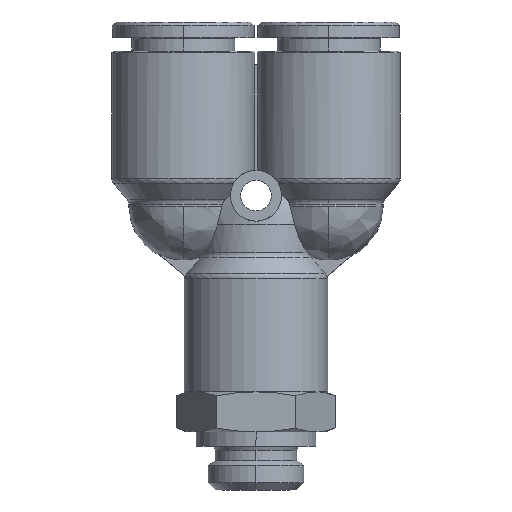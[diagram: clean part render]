
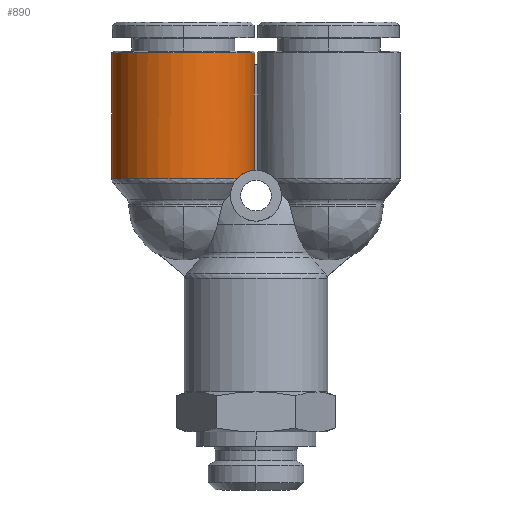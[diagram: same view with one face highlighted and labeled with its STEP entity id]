
A CAD part, front view. The second image highlights one B-rep face of the part: STEP entity #890.
In plain terms, the highlighted cylindrical face has radius 9.85 mm (diameter 19.7 mm), a partial arc.
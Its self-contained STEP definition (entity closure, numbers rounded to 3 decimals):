
#128 = DIRECTION ( 'NONE',  ( -1., 0., 0. ) ) ;
#827 = DIRECTION ( 'NONE',  ( -1., 0., 0. ) ) ;
#890 = ADVANCED_FACE ( 'NONE', ( #905 ), #20102, .T. ) ;
#905 = FACE_OUTER_BOUND ( 'NONE', #4092, .T. ) ;
#1428 = VECTOR ( 'NONE', #128, 1000. ) ;
#1432 = EDGE_CURVE ( 'NONE', #24349, #5423, #5815, .T. ) ;
#2118 = CARTESIAN_POINT ( 'NONE',  ( -18.068, -5.07, -1.552 ) ) ;
#2423 = CARTESIAN_POINT ( 'NONE',  ( -18.418, -1.5, -0.265 ) ) ;
#2465 = DIRECTION ( 'NONE',  ( 0., 0., -1. ) ) ;
#2518 = CARTESIAN_POINT ( 'NONE',  ( -18.214, -4.454, -1.211 ) ) ;
#2997 = CARTESIAN_POINT ( 'NONE',  ( -17.292, -6.479, -2.581 ) ) ;
#3180 = DIRECTION ( 'NONE',  ( 0., 0., -1. ) ) ;
#3217 = EDGE_CURVE ( 'NONE', #17402, #19289, #20634, .T. ) ;
#4092 = EDGE_LOOP ( 'NONE', ( #24367, #19193, #11635, #20582, #15120, #13070, #23220, #18930 ) ) ;
#4403 = CARTESIAN_POINT ( 'NONE',  ( -17.777, -5.839, -2.054 ) ) ;
#4942 = AXIS2_PLACEMENT_3D ( 'NONE', #28257, #23684, #3180 ) ;
#5365 = CARTESIAN_POINT ( 'NONE',  ( -34.628, -9.85, -10. ) ) ;
#5423 = VERTEX_POINT ( 'NONE', #2997 ) ;
#5815 = CIRCLE ( 'NONE', #16392, 9.85 ) ;
#6406 = EDGE_CURVE ( 'NONE', #5423, #17402, #19286, .T. ) ;
#6672 = CARTESIAN_POINT ( 'NONE',  ( -18.354, -3.366, -0.731 ) ) ;
#6788 = CARTESIAN_POINT ( 'NONE',  ( -34.628, 0., -10. ) ) ;
#7154 = CARTESIAN_POINT ( 'NONE',  ( -17.292, 0., -19.85 ) ) ;
#7270 = EDGE_CURVE ( 'NONE', #14387, #24349, #14144, .T. ) ;
#8409 = CARTESIAN_POINT ( 'NONE',  ( -34.628, 0., -19.85 ) ) ;
#8504 = VERTEX_POINT ( 'NONE', #13189 ) ;
#8880 = CARTESIAN_POINT ( 'NONE',  ( -24.928, -1.5, -0.265 ) ) ;
#9064 = CARTESIAN_POINT ( 'NONE',  ( -18.413, -1.977, -0.338 ) ) ;
#9083 = DIRECTION ( 'NONE',  ( 0., 0., -1. ) ) ;
#9168 = CIRCLE ( 'NONE', #22220, 9.85 ) ;
#10134 = CIRCLE ( 'NONE', #4942, 9.85 ) ;
#10728 = CARTESIAN_POINT ( 'NONE',  ( -24.928, 0., -19.85 ) ) ;
#11371 = CARTESIAN_POINT ( 'NONE',  ( -17.292, -6.479, -2.581 ) ) ;
#11442 = DIRECTION ( 'NONE',  ( -1., 0., 0. ) ) ;
#11635 = ORIENTED_EDGE ( 'NONE', *, *, #27225, .T. ) ;
#13070 = ORIENTED_EDGE ( 'NONE', *, *, #6406, .T. ) ;
#13189 = CARTESIAN_POINT ( 'NONE',  ( -32.928, 0., -0.15 ) ) ;
#13255 = LINE ( 'NONE', #29170, #28608 ) ;
#13625 = DIRECTION ( 'NONE',  ( 0., 0., -1. ) ) ;
#14144 = LINE ( 'NONE', #10728, #18771 ) ;
#14387 = VERTEX_POINT ( 'NONE', #8409 ) ;
#14391 = VERTEX_POINT ( 'NONE', #26672 ) ;
#15120 = ORIENTED_EDGE ( 'NONE', *, *, #1432, .T. ) ;
#15247 = CARTESIAN_POINT ( 'NONE',  ( -18.418, -1.5, -0.265 ) ) ;
#16275 = CARTESIAN_POINT ( 'NONE',  ( -24.928, 0., -10. ) ) ;
#16341 = CIRCLE ( 'NONE', #24017, 9.85 ) ;
#16392 = AXIS2_PLACEMENT_3D ( 'NONE', #18205, #11442, #13625 ) ;
#17402 = VERTEX_POINT ( 'NONE', #15247 ) ;
#18034 = CARTESIAN_POINT ( 'NONE',  ( -32.928, -1.5, -0.265 ) ) ;
#18041 = CARTESIAN_POINT ( 'NONE',  ( -17.577, -6.181, -2.32 ) ) ;
#18205 = CARTESIAN_POINT ( 'NONE',  ( -17.292, 0., -10. ) ) ;
#18426 = CARTESIAN_POINT ( 'NONE',  ( -18.316, -3.813, -0.906 ) ) ;
#18771 = VECTOR ( 'NONE', #24311, 1000. ) ;
#18930 = ORIENTED_EDGE ( 'NONE', *, *, #21683, .T. ) ;
#19193 = ORIENTED_EDGE ( 'NONE', *, *, #22568, .T. ) ;
#19286 = B_SPLINE_CURVE_WITH_KNOTS ( 'NONE', 3,
 ( #11371, #18041, #4403, #20515, #2118, #27325, #2518, #18426, #6672, #22712, #9064, #2423 ),
 .UNSPECIFIED., .F., .F.,
 ( 4, 2, 2, 2, 2, 4 ),
 ( 0., 0.001, 0.002, 0.003, 0.004, 0.006 ),
 .UNSPECIFIED. ) ;
#19289 = VERTEX_POINT ( 'NONE', #18034 ) ;
#19876 = EDGE_CURVE ( 'NONE', #14391, #8504, #13255, .T. ) ;
#20102 = CYLINDRICAL_SURFACE ( 'NONE', #23485, 9.85 ) ;
#20515 = CARTESIAN_POINT ( 'NONE',  ( -18.005, -5.271, -1.676 ) ) ;
#20582 = ORIENTED_EDGE ( 'NONE', *, *, #7270, .T. ) ;
#20634 = LINE ( 'NONE', #8880, #1428 ) ;
#20643 = VERTEX_POINT ( 'NONE', #5365 ) ;
#21683 = EDGE_CURVE ( 'NONE', #19289, #8504, #16341, .T. ) ;
#22220 = AXIS2_PLACEMENT_3D ( 'NONE', #6788, #22731, #9083 ) ;
#22568 = EDGE_CURVE ( 'NONE', #14391, #20643, #9168, .T. ) ;
#22712 = CARTESIAN_POINT ( 'NONE',  ( -18.403, -2.446, -0.446 ) ) ;
#22731 = DIRECTION ( 'NONE',  ( 1., 0., 0. ) ) ;
#23220 = ORIENTED_EDGE ( 'NONE', *, *, #3217, .T. ) ;
#23485 = AXIS2_PLACEMENT_3D ( 'NONE', #16275, #27659, #2465 ) ;
#23684 = DIRECTION ( 'NONE',  ( 1., 0., 0. ) ) ;
#24017 = AXIS2_PLACEMENT_3D ( 'NONE', #25864, #827, #28229 ) ;
#24311 = DIRECTION ( 'NONE',  ( 1., 0., 0. ) ) ;
#24349 = VERTEX_POINT ( 'NONE', #7154 ) ;
#24367 = ORIENTED_EDGE ( 'NONE', *, *, #19876, .F. ) ;
#25864 = CARTESIAN_POINT ( 'NONE',  ( -32.928, 0., -10. ) ) ;
#26621 = DIRECTION ( 'NONE',  ( 1., 0., 0. ) ) ;
#26672 = CARTESIAN_POINT ( 'NONE',  ( -34.628, 0., -0.15 ) ) ;
#27225 = EDGE_CURVE ( 'NONE', #20643, #14387, #10134, .T. ) ;
#27325 = CARTESIAN_POINT ( 'NONE',  ( -18.172, -4.662, -1.32 ) ) ;
#27659 = DIRECTION ( 'NONE',  ( 1., 0., 0. ) ) ;
#28229 = DIRECTION ( 'NONE',  ( 0., 0., -1. ) ) ;
#28257 = CARTESIAN_POINT ( 'NONE',  ( -34.628, 0., -10. ) ) ;
#28608 = VECTOR ( 'NONE', #26621, 1000. ) ;
#29170 = CARTESIAN_POINT ( 'NONE',  ( -24.928, 0., -0.15 ) ) ;
